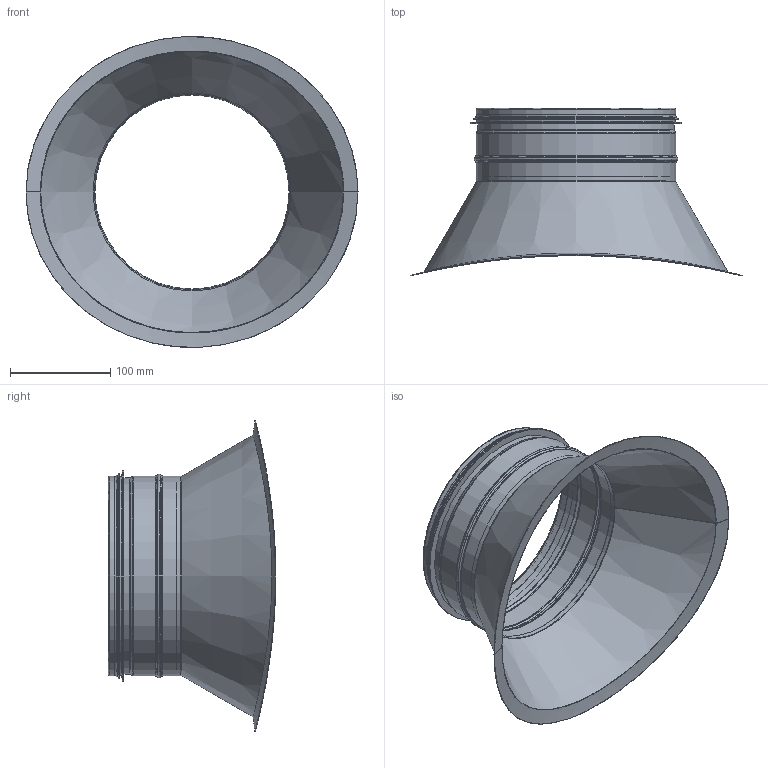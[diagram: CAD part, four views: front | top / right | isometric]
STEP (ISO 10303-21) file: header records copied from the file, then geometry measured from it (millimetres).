
FILE_DESCRIPTION((''),'2;1');
FILE_NAME('HPSR_1250-200.stp','2014-02-24T12:53:04',(''),(''),'Autodesk Inventor 2013','Autodesk Inventor 2013','');
FILE_SCHEMA(('AUTOMOTIVE_DESIGN { 1 2 10303 214 0 1 1 1 }'));
Length unit declared in the file: millimetre
Products named in the file (5): HPSR_1250-200; HPSRKonadRörämne_1250-200; StosStödsick-200; StosStödsickRörämne-200; 999006
Assembly tree (4 placements, depth 3):
  HPSR_1250-200
    HPSRKonadRörämne_1250-200
    StosStödsick-200
      StosStödsickRörämne-200
      999006
Bounding box: 330.45 x 166.93 x 309.53 mm (x, y, z)
Volume: 90805.8 mm3; surface area: 311648.7 mm2
Topology: 3 solids, 3 shells, 106 faces, 211 edges, 114 vertices
Faces by surface type: plane 48, torus 22, cylinder 16, cone 12, bspline 8
Full cylindrical faces by diameter (mm): 193.15 x1, 194.15 x1, 195.35 x1, 196.95 x1, 197.95 x7, 198.95 x3, 204.35 x1, 209.35 x1
Entity records: 4165 total; most frequent: CARTESIAN_POINT 1784, DIRECTION 484, ORIENTED_EDGE 394, AXIS2_PLACEMENT_3D 198, EDGE_CURVE 197, EDGE_LOOP 125, VERTEX_POINT 114, STYLED_ITEM 109
